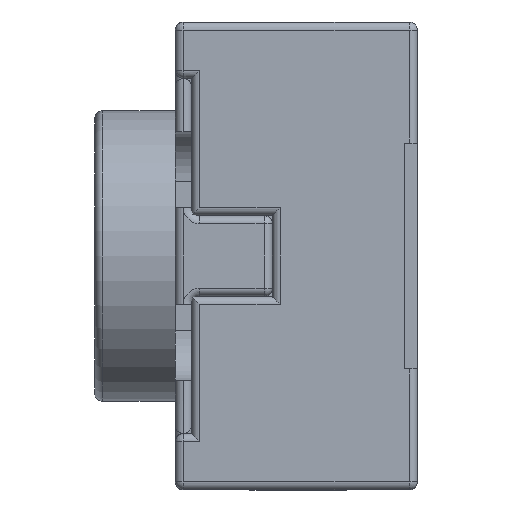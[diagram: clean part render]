
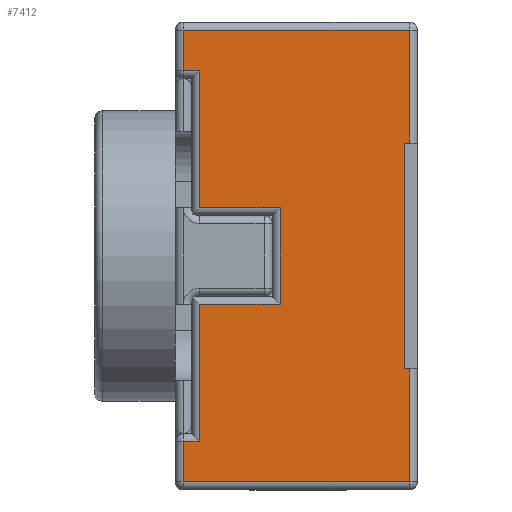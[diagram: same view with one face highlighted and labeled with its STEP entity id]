
A CAD part, left-side view. The second image highlights one B-rep face of the part: STEP entity #7412.
In plain terms, the highlighted planar face has unit normal (-1, 0, 0).
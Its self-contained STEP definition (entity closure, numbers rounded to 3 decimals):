
#69 = DIRECTION ( 'NONE',  ( 0., 0., -1. ) ) ;
#131 = DIRECTION ( 'NONE',  ( 1., 0., 0. ) ) ;
#151 = LINE ( 'NONE', #2899, #7051 ) ;
#173 = DIRECTION ( 'NONE',  ( 0., 0., 1. ) ) ;
#243 = DIRECTION ( 'NONE',  ( 0., 0., -1. ) ) ;
#288 = ORIENTED_EDGE ( 'NONE', *, *, #1701, .T. ) ;
#304 = VECTOR ( 'NONE', #7723, 1000. ) ;
#373 = VERTEX_POINT ( 'NONE', #2639 ) ;
#602 = VERTEX_POINT ( 'NONE', #11244 ) ;
#709 = CARTESIAN_POINT ( 'NONE',  ( -1.95, -0.67, 0.7 ) ) ;
#749 = VECTOR ( 'NONE', #782, 1000. ) ;
#782 = DIRECTION ( 'NONE',  ( 0., 0., 1. ) ) ;
#838 = VERTEX_POINT ( 'NONE', #4566 ) ;
#943 = VERTEX_POINT ( 'NONE', #8529 ) ;
#1039 = CARTESIAN_POINT ( 'NONE',  ( -1.95, -0.7, 0.7 ) ) ;
#1054 = DIRECTION ( 'NONE',  ( 0., 1., 0. ) ) ;
#1346 = ORIENTED_EDGE ( 'NONE', *, *, #5145, .T. ) ;
#1542 = CARTESIAN_POINT ( 'NONE',  ( -1.95, 0.7, -1.4 ) ) ;
#1652 = VECTOR ( 'NONE', #8319, 1000. ) ;
#1670 = ORIENTED_EDGE ( 'NONE', *, *, #8439, .T. ) ;
#1673 = VECTOR ( 'NONE', #9200, 1000. ) ;
#1701 = EDGE_CURVE ( 'NONE', #6812, #6634, #4321, .T. ) ;
#1830 = ORIENTED_EDGE ( 'NONE', *, *, #10007, .T. ) ;
#1844 = DIRECTION ( 'NONE',  ( 0., -1., 0. ) ) ;
#1879 = DIRECTION ( 'NONE',  ( 0., 1., 0. ) ) ;
#1983 = EDGE_CURVE ( 'NONE', #6718, #7090, #7865, .T. ) ;
#2098 = AXIS2_PLACEMENT_3D ( 'NONE', #5567, #131, #6440 ) ;
#2137 = ORIENTED_EDGE ( 'NONE', *, *, #10140, .T. ) ;
#2173 = CARTESIAN_POINT ( 'NONE',  ( -1.95, 0.7, -1.15 ) ) ;
#2198 = VECTOR ( 'NONE', #243, 1000. ) ;
#2242 = CARTESIAN_POINT ( 'NONE',  ( -1.95, -0.7, 1.4 ) ) ;
#2293 = CARTESIAN_POINT ( 'NONE',  ( -1.95, 0.7, 1.15 ) ) ;
#2639 = CARTESIAN_POINT ( 'NONE',  ( -1.95, 0.7, 1.4 ) ) ;
#2850 = CARTESIAN_POINT ( 'NONE',  ( -1.95, 0.7, -1.45 ) ) ;
#2851 = EDGE_CURVE ( 'NONE', #7090, #7844, #10792, .T. ) ;
#2899 = CARTESIAN_POINT ( 'NONE',  ( -1.95, -0.83, -0.7 ) ) ;
#3346 = DIRECTION ( 'NONE',  ( 0., 1., 0. ) ) ;
#3523 = VECTOR ( 'NONE', #3548, 1000. ) ;
#3548 = DIRECTION ( 'NONE',  ( 0., 0., -1. ) ) ;
#3655 = CARTESIAN_POINT ( 'NONE',  ( -1.95, 0.75, 0.3 ) ) ;
#3722 = PLANE ( 'NONE',  #2098 ) ;
#3822 = LINE ( 'NONE', #8067, #6459 ) ;
#3921 = VECTOR ( 'NONE', #69, 1000. ) ;
#4049 = ORIENTED_EDGE ( 'NONE', *, *, #1983, .T. ) ;
#4102 = CARTESIAN_POINT ( 'NONE',  ( -1.95, 0.1, 0.3 ) ) ;
#4196 = DIRECTION ( 'NONE',  ( 0., 0., -1. ) ) ;
#4303 = EDGE_LOOP ( 'NONE', ( #1346, #4049, #6156, #11128, #6281, #1830, #288, #8107, #9677, #1670, #2137, #8472, #8766, #4350, #9451, #8299 ) ) ;
#4321 = LINE ( 'NONE', #4577, #11041 ) ;
#4350 = ORIENTED_EDGE ( 'NONE', *, *, #9396, .T. ) ;
#4566 = CARTESIAN_POINT ( 'NONE',  ( -1.95, -0.7, -1.4 ) ) ;
#4577 = CARTESIAN_POINT ( 'NONE',  ( -1.95, 0.65, 1.15 ) ) ;
#4687 = VERTEX_POINT ( 'NONE', #2173 ) ;
#4726 = CARTESIAN_POINT ( 'NONE',  ( -1.95, -0.7, 1.45 ) ) ;
#4856 = EDGE_CURVE ( 'NONE', #5994, #838, #7470, .T. ) ;
#5075 = LINE ( 'NONE', #11543, #9156 ) ;
#5145 = EDGE_CURVE ( 'NONE', #5808, #6718, #151, .T. ) ;
#5254 = LINE ( 'NONE', #10324, #7568 ) ;
#5567 = CARTESIAN_POINT ( 'NONE',  ( -1.95, 0.75, -1.45 ) ) ;
#5608 = CARTESIAN_POINT ( 'NONE',  ( -1.95, -0.7, 1.45 ) ) ;
#5808 = VERTEX_POINT ( 'NONE', #9226 ) ;
#5837 = LINE ( 'NONE', #7749, #10207 ) ;
#5984 = FACE_OUTER_BOUND ( 'NONE', #4303, .T. ) ;
#5994 = VERTEX_POINT ( 'NONE', #1542 ) ;
#6108 = VECTOR ( 'NONE', #9969, 1000. ) ;
#6121 = CARTESIAN_POINT ( 'NONE',  ( -1.95, -0.67, 0.7 ) ) ;
#6156 = ORIENTED_EDGE ( 'NONE', *, *, #2851, .T. ) ;
#6281 = ORIENTED_EDGE ( 'NONE', *, *, #11155, .T. ) ;
#6440 = DIRECTION ( 'NONE',  ( 0., 0., -1. ) ) ;
#6459 = VECTOR ( 'NONE', #1879, 1000. ) ;
#6634 = VERTEX_POINT ( 'NONE', #10806 ) ;
#6704 = CARTESIAN_POINT ( 'NONE',  ( -1.95, -0.67, -0.7 ) ) ;
#6718 = VERTEX_POINT ( 'NONE', #6704 ) ;
#6757 = VERTEX_POINT ( 'NONE', #2242 ) ;
#6759 = VERTEX_POINT ( 'NONE', #9308 ) ;
#6812 = VERTEX_POINT ( 'NONE', #2293 ) ;
#6819 = CARTESIAN_POINT ( 'NONE',  ( -1.95, 0.75, -1.4 ) ) ;
#6832 = VERTEX_POINT ( 'NONE', #4102 ) ;
#6874 = LINE ( 'NONE', #5608, #11502 ) ;
#6965 = EDGE_CURVE ( 'NONE', #602, #4687, #5837, .T. ) ;
#7051 = VECTOR ( 'NONE', #1054, 1000. ) ;
#7090 = VERTEX_POINT ( 'NONE', #6121 ) ;
#7412 = ADVANCED_FACE ( 'NONE', ( #5984 ), #3722, .F. ) ;
#7457 = CARTESIAN_POINT ( 'NONE',  ( -1.95, 0.75, -0.3 ) ) ;
#7470 = LINE ( 'NONE', #6819, #304 ) ;
#7478 = EDGE_CURVE ( 'NONE', #10767, #602, #9242, .T. ) ;
#7510 = LINE ( 'NONE', #7457, #1652 ) ;
#7525 = CARTESIAN_POINT ( 'NONE',  ( -1.95, 0.6, -0.3 ) ) ;
#7568 = VECTOR ( 'NONE', #4196, 1000. ) ;
#7723 = DIRECTION ( 'NONE',  ( 0., -1., 0. ) ) ;
#7749 = CARTESIAN_POINT ( 'NONE',  ( -1.95, 0.75, -1.15 ) ) ;
#7844 = VERTEX_POINT ( 'NONE', #1039 ) ;
#7865 = LINE ( 'NONE', #709, #749 ) ;
#7876 = EDGE_CURVE ( 'NONE', #7844, #6757, #10732, .T. ) ;
#8067 = CARTESIAN_POINT ( 'NONE',  ( -1.95, 0.75, 1.4 ) ) ;
#8107 = ORIENTED_EDGE ( 'NONE', *, *, #9468, .T. ) ;
#8299 = ORIENTED_EDGE ( 'NONE', *, *, #11245, .T. ) ;
#8319 = DIRECTION ( 'NONE',  ( 0., 1., 0. ) ) ;
#8439 = EDGE_CURVE ( 'NONE', #6832, #943, #5254, .T. ) ;
#8472 = ORIENTED_EDGE ( 'NONE', *, *, #7478, .T. ) ;
#8529 = CARTESIAN_POINT ( 'NONE',  ( -1.95, 0.1, -0.3 ) ) ;
#8600 = LINE ( 'NONE', #2850, #3921 ) ;
#8766 = ORIENTED_EDGE ( 'NONE', *, *, #6965, .T. ) ;
#8786 = LINE ( 'NONE', #3655, #10825 ) ;
#9105 = DIRECTION ( 'NONE',  ( 0., -1., 0. ) ) ;
#9156 = VECTOR ( 'NONE', #10649, 1000. ) ;
#9200 = DIRECTION ( 'NONE',  ( 0., -1., 0. ) ) ;
#9226 = CARTESIAN_POINT ( 'NONE',  ( -1.95, -0.7, -0.7 ) ) ;
#9242 = LINE ( 'NONE', #10021, #2198 ) ;
#9253 = CARTESIAN_POINT ( 'NONE',  ( -1.95, -0.83, 0.7 ) ) ;
#9308 = CARTESIAN_POINT ( 'NONE',  ( -1.95, 0.6, 0.3 ) ) ;
#9396 = EDGE_CURVE ( 'NONE', #4687, #5994, #10812, .T. ) ;
#9451 = ORIENTED_EDGE ( 'NONE', *, *, #4856, .T. ) ;
#9468 = EDGE_CURVE ( 'NONE', #6634, #6759, #5075, .T. ) ;
#9677 = ORIENTED_EDGE ( 'NONE', *, *, #11085, .T. ) ;
#9969 = DIRECTION ( 'NONE',  ( 0., 0., 1. ) ) ;
#10007 = EDGE_CURVE ( 'NONE', #373, #6812, #8600, .T. ) ;
#10021 = CARTESIAN_POINT ( 'NONE',  ( -1.95, 0.6, -1.1 ) ) ;
#10140 = EDGE_CURVE ( 'NONE', #943, #10767, #7510, .T. ) ;
#10207 = VECTOR ( 'NONE', #3346, 1000. ) ;
#10324 = CARTESIAN_POINT ( 'NONE',  ( -1.95, 0.1, -1.45 ) ) ;
#10649 = DIRECTION ( 'NONE',  ( 0., 0., -1. ) ) ;
#10732 = LINE ( 'NONE', #4726, #6108 ) ;
#10767 = VERTEX_POINT ( 'NONE', #7525 ) ;
#10792 = LINE ( 'NONE', #9253, #1673 ) ;
#10806 = CARTESIAN_POINT ( 'NONE',  ( -1.95, 0.6, 1.15 ) ) ;
#10812 = LINE ( 'NONE', #11471, #3523 ) ;
#10825 = VECTOR ( 'NONE', #1844, 1000. ) ;
#11041 = VECTOR ( 'NONE', #9105, 1000. ) ;
#11085 = EDGE_CURVE ( 'NONE', #6759, #6832, #8786, .T. ) ;
#11128 = ORIENTED_EDGE ( 'NONE', *, *, #7876, .T. ) ;
#11155 = EDGE_CURVE ( 'NONE', #6757, #373, #3822, .T. ) ;
#11244 = CARTESIAN_POINT ( 'NONE',  ( -1.95, 0.6, -1.15 ) ) ;
#11245 = EDGE_CURVE ( 'NONE', #838, #5808, #6874, .T. ) ;
#11471 = CARTESIAN_POINT ( 'NONE',  ( -1.95, 0.7, -1.45 ) ) ;
#11502 = VECTOR ( 'NONE', #173, 1000. ) ;
#11543 = CARTESIAN_POINT ( 'NONE',  ( -1.95, 0.6, 0.25 ) ) ;
